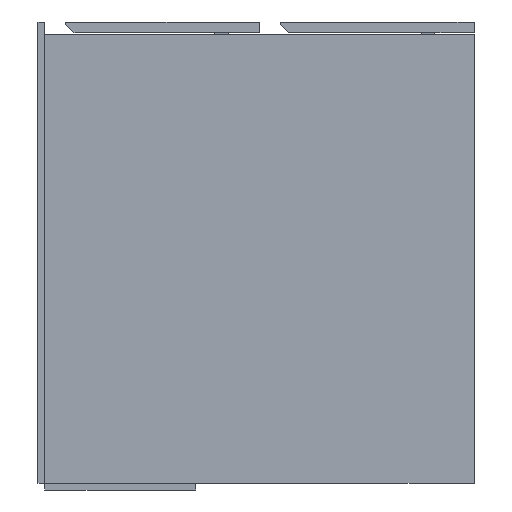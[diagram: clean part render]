
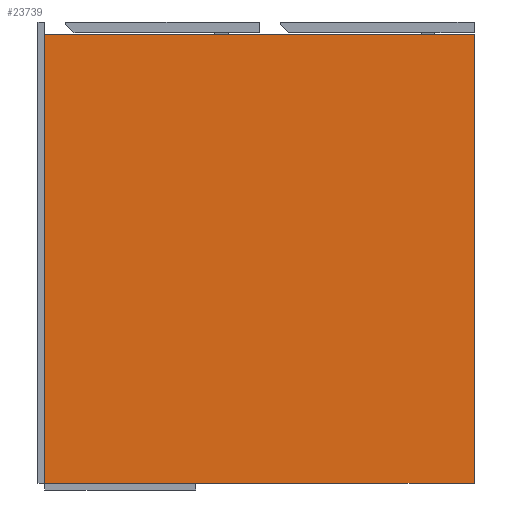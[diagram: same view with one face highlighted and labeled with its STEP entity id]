
A CAD part, left-side view. The second image highlights one B-rep face of the part: STEP entity #23739.
In plain terms, the highlighted planar face has unit normal (-1, 0, 0).
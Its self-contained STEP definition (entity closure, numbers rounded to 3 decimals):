
#191 = DIRECTION ( 'NONE',  ( 0., 0., -1. ) ) ;
#3170 = EDGE_CURVE ( 'NONE', #52909, #9914, #4318, .T. ) ;
#4318 = LINE ( 'NONE', #23212, #42313 ) ;
#4832 = PLANE ( 'NONE',  #17654 ) ;
#8962 = CARTESIAN_POINT ( 'NONE',  ( 2., 1047.337, -550. ) ) ;
#9914 = VERTEX_POINT ( 'NONE', #11134 ) ;
#10656 = ORIENTED_EDGE ( 'NONE', *, *, #42263, .T. ) ;
#11134 = CARTESIAN_POINT ( 'NONE',  ( 2., 0., -15. ) ) ;
#12903 = ORIENTED_EDGE ( 'NONE', *, *, #53879, .F. ) ;
#15061 = DIRECTION ( 'NONE',  ( 0., -1., 0. ) ) ;
#17282 = CARTESIAN_POINT ( 'NONE',  ( 2., 0., -550. ) ) ;
#17654 = AXIS2_PLACEMENT_3D ( 'NONE', #23724, #42610, #191 ) ;
#18501 = LINE ( 'NONE', #37325, #34863 ) ;
#23212 = CARTESIAN_POINT ( 'NONE',  ( 2., 0., -550. ) ) ;
#23724 = CARTESIAN_POINT ( 'NONE',  ( 2., 1047.337, -550. ) ) ;
#23739 = ADVANCED_FACE ( 'NONE', ( #47228 ), #4832, .F. ) ;
#23907 = VECTOR ( 'NONE', #15061, 1000. ) ;
#27823 = DIRECTION ( 'NONE',  ( 0., -1., 0. ) ) ;
#27861 = DIRECTION ( 'NONE',  ( 0., 0., 1. ) ) ;
#29933 = ORIENTED_EDGE ( 'NONE', *, *, #36911, .F. ) ;
#34863 = VECTOR ( 'NONE', #56132, 1000. ) ;
#36911 = EDGE_CURVE ( 'NONE', #43674, #9914, #38546, .T. ) ;
#37325 = CARTESIAN_POINT ( 'NONE',  ( 2., 512., -550. ) ) ;
#38523 = ORIENTED_EDGE ( 'NONE', *, *, #3170, .T. ) ;
#38546 = LINE ( 'NONE', #57367, #23907 ) ;
#42263 = EDGE_CURVE ( 'NONE', #51555, #52909, #51279, .T. ) ;
#42313 = VECTOR ( 'NONE', #27861, 1000. ) ;
#42610 = DIRECTION ( 'NONE',  ( 1., 0., 0. ) ) ;
#43674 = VERTEX_POINT ( 'NONE', #48476 ) ;
#47228 = FACE_OUTER_BOUND ( 'NONE', #51699, .T. ) ;
#48476 = CARTESIAN_POINT ( 'NONE',  ( 2., 512., -15. ) ) ;
#51272 = CARTESIAN_POINT ( 'NONE',  ( 2., 512., -550. ) ) ;
#51279 = LINE ( 'NONE', #8962, #57530 ) ;
#51555 = VERTEX_POINT ( 'NONE', #51272 ) ;
#51699 = EDGE_LOOP ( 'NONE', ( #12903, #10656, #38523, #29933 ) ) ;
#52909 = VERTEX_POINT ( 'NONE', #17282 ) ;
#53879 = EDGE_CURVE ( 'NONE', #51555, #43674, #18501, .T. ) ;
#56132 = DIRECTION ( 'NONE',  ( 0., 0., 1. ) ) ;
#57367 = CARTESIAN_POINT ( 'NONE',  ( 2., 1047.337, -15. ) ) ;
#57530 = VECTOR ( 'NONE', #27823, 1000. ) ;
